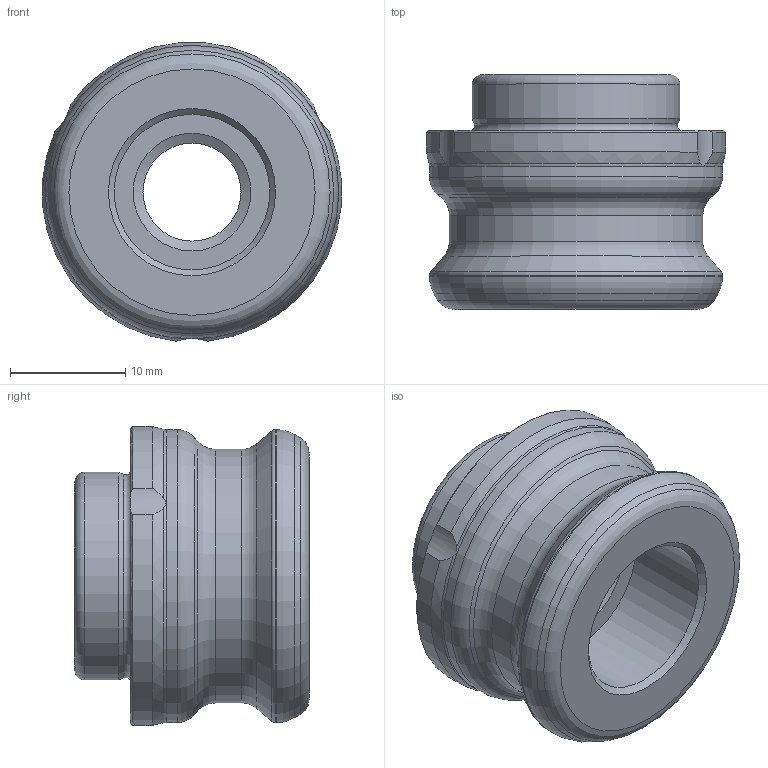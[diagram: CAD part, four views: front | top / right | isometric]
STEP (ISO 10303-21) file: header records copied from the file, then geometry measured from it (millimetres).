
FILE_DESCRIPTION (( 'STEP AP214' ), '1' );
FILE_NAME ('STARK_8000 100_B.STEP', '2019-03-19T13:27:56', ( '' ), ( '' ), 'SwSTEP 2.0', 'SolidWorks 2017', '' );
FILE_SCHEMA (( 'AUTOMOTIVE_DESIGN' ));
Length unit declared in the file: millimetre
Products named in the file (1): STARK_8000 100_B
Bounding box: 25.92 x 20.3 x 25.88 mm (x, y, z)
Volume: 6346.4 mm3; surface area: 2987.4 mm2
Topology: 1 solids, 1 shells, 43 faces, 94 edges, 55 vertices
Faces by surface type: cone 14, cylinder 13, torus 12, plane 4
Full cylindrical faces by diameter (mm): 8.5 x1, 10.4 x1, 13.5 x1, 18 x1, 21.98 x1, 25.4 x2
Entity records: 1108 total; most frequent: CARTESIAN_POINT 233, DIRECTION 184, ORIENTED_EDGE 138, AXIS2_PLACEMENT_3D 89, EDGE_LOOP 71, EDGE_CURVE 69, FACE_OUTER_BOUND 59, VERTEX_POINT 54
